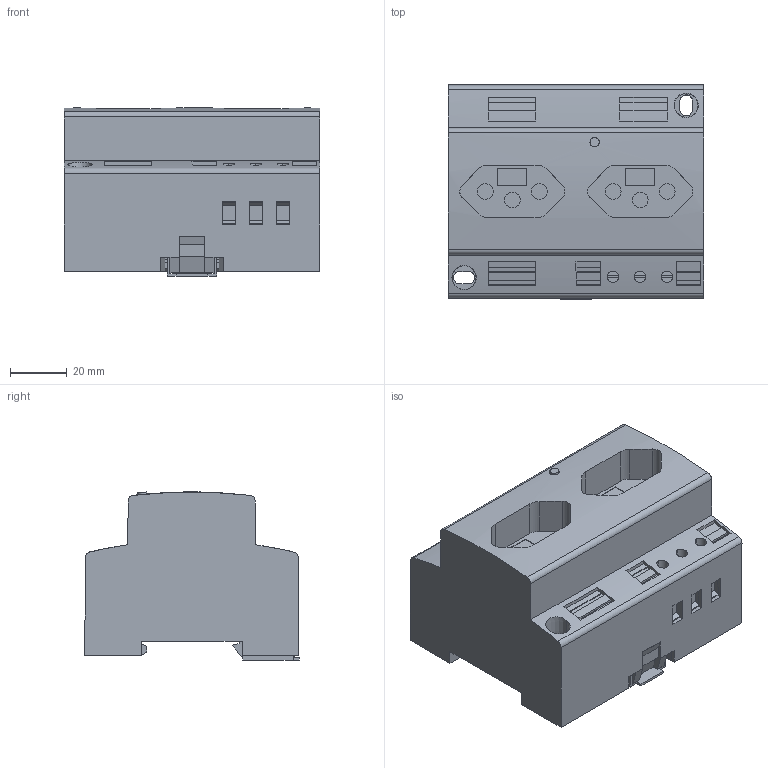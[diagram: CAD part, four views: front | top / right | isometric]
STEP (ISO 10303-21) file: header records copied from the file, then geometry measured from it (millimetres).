
FILE_DESCRIPTION(('Creo Elements/Direct Modeling STEP Export'),'2;1');
FILE_NAME('model.stp','2019-11-08T 1:05:04',(''),(''),'Creo Elements/Direct Modeling STEP processor for AP214 (Solid Model)','Creo Elements/Direct Modeling 20.1A 29-Sep-2018 (C) Parametric Technology GmbH','');
FILE_SCHEMA(('AUTOMOTIVE_DESIGN { 1 0 10303 214 1 1 1 1 }'));
Length unit declared in the file: millimetre
Products named in the file (2): 0804145_EO_N_UT_LED_DUO_GN-select
Assembly tree (1 placements, depth 2):
  0804145_EO_N_UT_LED_DUO_GN-select
    0804145_EO_N_UT_LED_DUO_GN-select
Bounding box: 90 x 75.48 x 59.15 mm (x, y, z)
Volume: 297384 mm3; surface area: 36843.9 mm2
Topology: 1 solids, 1 shells, 261 faces, 699 edges, 462 vertices
Faces by surface type: plane 210, cylinder 45, cone 4, extrusion 2
Entity records: 12508 total; most frequent: CARTESIAN_POINT 4465, ORIENTED_EDGE 1398, DIRECTION 1202, EDGE_CURVE 699, VECTOR 556, LINE 553, VERTEX_POINT 462, AXIS2_PLACEMENT_3D 323
